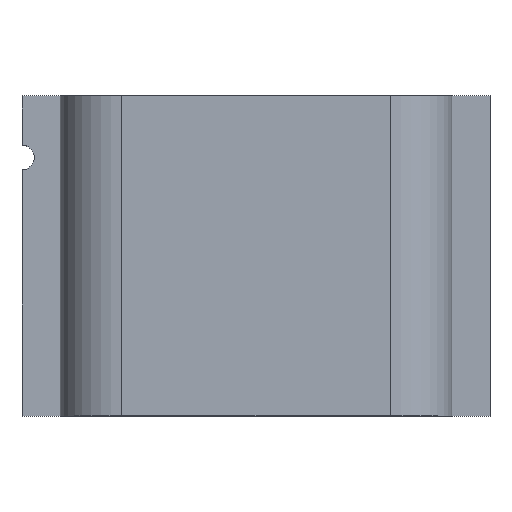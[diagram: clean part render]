
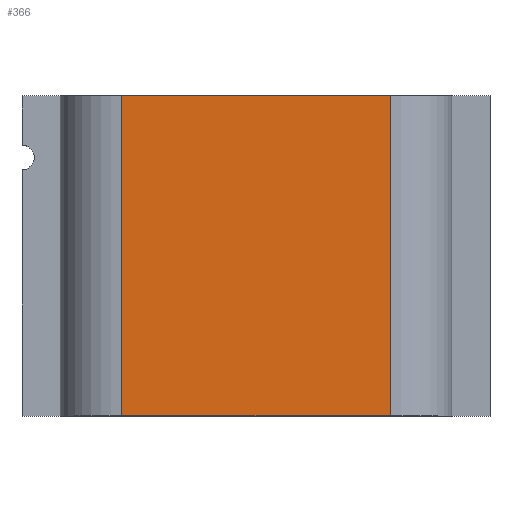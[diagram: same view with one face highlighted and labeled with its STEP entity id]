
A CAD part, top view. The second image highlights one B-rep face of the part: STEP entity #366.
In plain terms, the highlighted planar face has unit normal (0, 0, 1).
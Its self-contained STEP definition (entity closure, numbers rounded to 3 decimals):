
#43=FACE_OUTER_BOUND('',#65,.T.);
#65=EDGE_LOOP('',(#300,#301,#302,#303));
#100=LINE('',#587,#142);
#102=LINE('',#593,#144);
#103=LINE('',#595,#145);
#104=LINE('',#596,#146);
#142=VECTOR('',#483,10.);
#144=VECTOR('',#489,10.);
#145=VECTOR('',#490,10.);
#146=VECTOR('',#491,10.);
#177=VERTEX_POINT('',#584);
#178=VERTEX_POINT('',#586);
#180=VERTEX_POINT('',#592);
#181=VERTEX_POINT('',#594);
#219=EDGE_CURVE('',#178,#177,#100,.T.);
#222=EDGE_CURVE('',#177,#180,#102,.T.);
#223=EDGE_CURVE('',#181,#180,#103,.T.);
#224=EDGE_CURVE('',#178,#181,#104,.T.);
#300=ORIENTED_EDGE('',*,*,#222,.T.);
#301=ORIENTED_EDGE('',*,*,#223,.F.);
#302=ORIENTED_EDGE('',*,*,#224,.F.);
#303=ORIENTED_EDGE('',*,*,#219,.T.);
#345=PLANE('',#408);
#366=ADVANCED_FACE('',(#43),#345,.T.);
#408=AXIS2_PLACEMENT_3D('',#591,#487,#488);
#483=DIRECTION('',(0.,1.,0.));
#487=DIRECTION('center_axis',(0.,0.,1.));
#488=DIRECTION('ref_axis',(1.,0.,0.));
#489=DIRECTION('',(-1.,0.,0.));
#490=DIRECTION('',(0.,1.,0.));
#491=DIRECTION('',(-1.,0.,0.));
#584=CARTESIAN_POINT('',(2.99,15.,1.35));
#586=CARTESIAN_POINT('',(2.99,12.4,1.35));
#587=CARTESIAN_POINT('',(2.99,12.4,1.35));
#591=CARTESIAN_POINT('Origin',(0.81,12.4,1.35));
#592=CARTESIAN_POINT('',(0.81,15.,1.35));
#593=CARTESIAN_POINT('',(1.355,15.,1.35));
#594=CARTESIAN_POINT('',(0.81,12.4,1.35));
#595=CARTESIAN_POINT('',(0.81,12.4,1.35));
#596=CARTESIAN_POINT('',(2.99,12.4,1.35));
